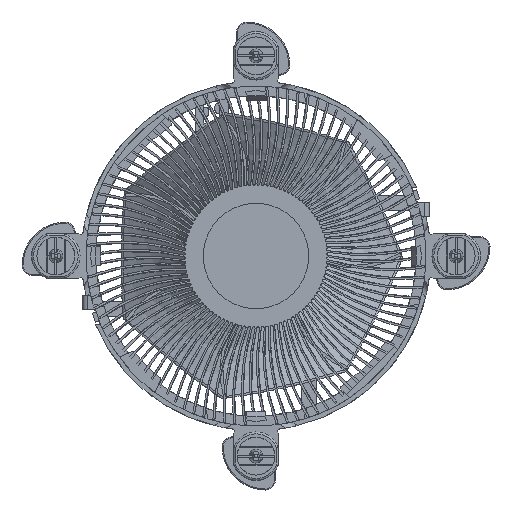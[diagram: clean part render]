
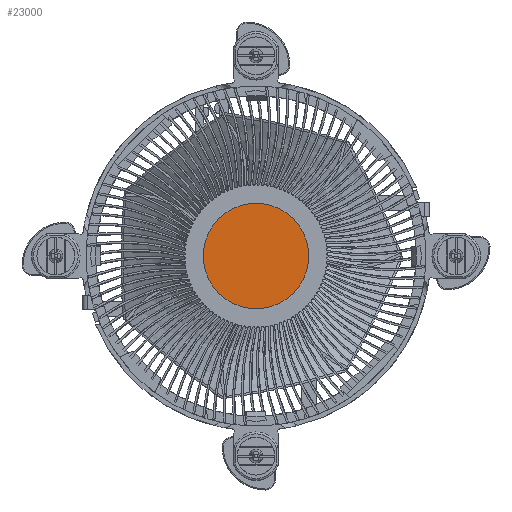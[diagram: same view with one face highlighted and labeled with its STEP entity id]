
A CAD part, front view. The second image highlights one B-rep face of the part: STEP entity #23000.
In plain terms, the highlighted planar face has unit normal (0, -1, 0).
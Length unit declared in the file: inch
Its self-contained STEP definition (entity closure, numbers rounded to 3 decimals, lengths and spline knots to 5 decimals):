
#4120=PLANE('',#24304);
#5361=FACE_OUTER_BOUND('',#6655,.T.);
#6655=EDGE_LOOP('',(#15631));
#7987=CIRCLE('',#24303,0.55);
#9526=VERTEX_POINT('',#34651);
#11944=EDGE_CURVE('',#9526,#9526,#7987,.T.);
#15631=ORIENTED_EDGE('',*,*,#11944,.T.);
#23000=ADVANCED_FACE('',(#5361),#4120,.T.);
#24303=AXIS2_PLACEMENT_3D('',#34652,#27138,#27139);
#24304=AXIS2_PLACEMENT_3D('',#34653,#27140,#27141);
#27138=DIRECTION('center_axis',(0.,-1.,0.));
#27139=DIRECTION('ref_axis',(1.,0.,0.));
#27140=DIRECTION('center_axis',(0.,-1.,0.));
#27141=DIRECTION('ref_axis',(0.,0.,-1.));
#34651=CARTESIAN_POINT('',(0.55,0.,0.));
#34652=CARTESIAN_POINT('Origin',(0.,0.,0.));
#34653=CARTESIAN_POINT('Origin',(0.,0.,0.));
